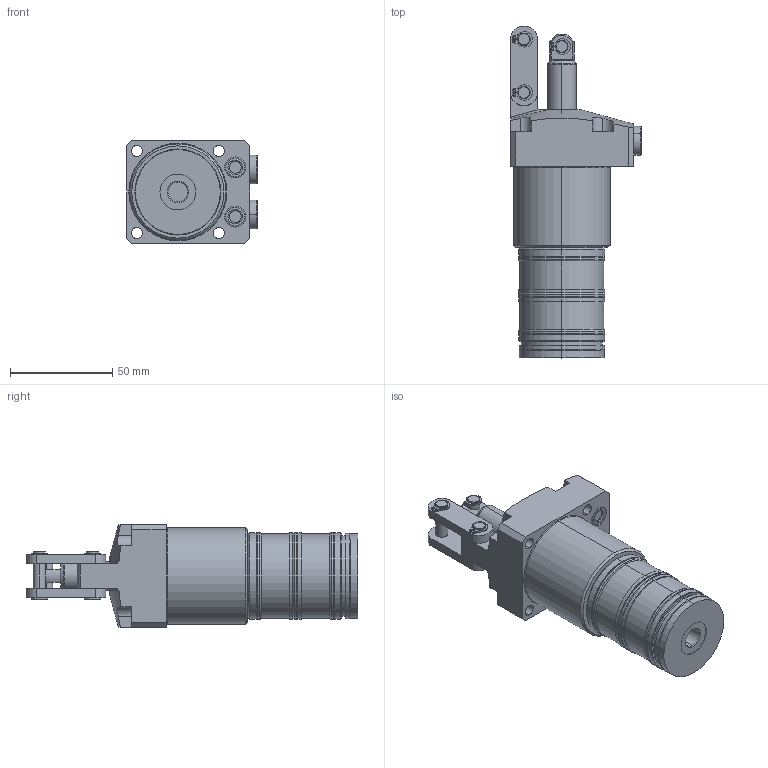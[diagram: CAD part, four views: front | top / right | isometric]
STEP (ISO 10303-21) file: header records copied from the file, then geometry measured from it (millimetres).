
FILE_DESCRIPTION (( 'STEP AP203' ), '1' );
FILE_NAME ('CLU04-FA.step', '2014-10-06T05:22:07', ( 'pascal' ), ( 'Hewlett-Packard Company' ), 'SwSTEP 2.0', 'SolidWorks 2012', '' );
FILE_SCHEMA (( 'CONFIG_CONTROL_DESIGN' ));
Length unit declared in the file: millimetre
Products named in the file (5): CLU04-FA_BODY; CLU04-A_ROD; CLU04-A_LINK; CLU04-A_PLUG; CLU04-FA
Assembly tree (5 placements, depth 2):
  CLU04-FA
    CLU04-FA_BODY
    CLU04-A_ROD
    CLU04-A_LINK
    CLU04-A_PLUG  x2
Bounding box: 63.8 x 161.97 x 50 mm (x, y, z)
Volume: 218141.8 mm3; surface area: 36240.9 mm2
Topology: 5 solids, 7 shells, 355 faces, 821 edges, 520 vertices
Faces by surface type: cylinder 152, plane 128, torus 46, cone 29
Entity records: 10482 total; most frequent: CARTESIAN_POINT 2024, DIRECTION 1805, ORIENTED_EDGE 1550, EDGE_CURVE 775, AXIS2_PLACEMENT_3D 739, VERTEX_POINT 492, CIRCLE 398, EDGE_LOOP 391
